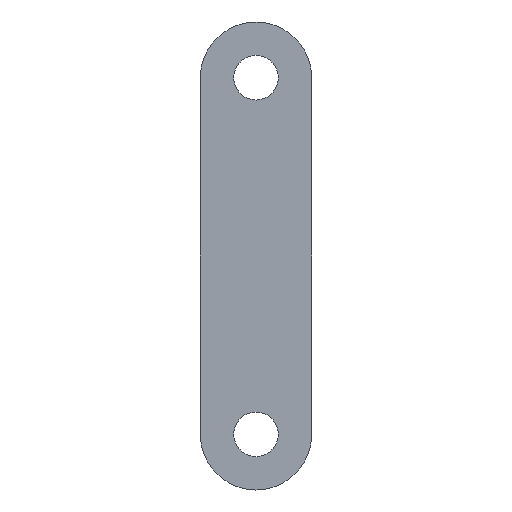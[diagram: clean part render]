
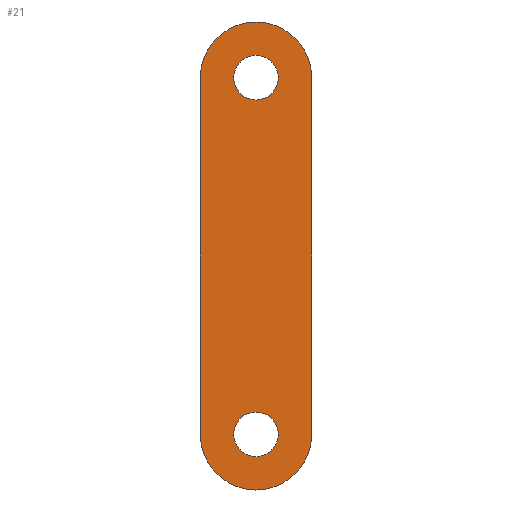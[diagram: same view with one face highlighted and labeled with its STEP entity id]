
A CAD part, front view. The second image highlights one B-rep face of the part: STEP entity #21.
In plain terms, the highlighted planar face has unit normal (0, -1, 0).
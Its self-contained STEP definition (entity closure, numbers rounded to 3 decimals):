
#1 = DIRECTION ( 'NONE',  ( 0., 0., 1. ) ) ;
#3 = CIRCLE ( 'NONE', #297, 10. ) ;
#4 = VERTEX_POINT ( 'NONE', #89 ) ;
#6 = VECTOR ( 'NONE', #130, 1000. ) ;
#21 = ADVANCED_FACE ( 'NONE', ( #145, #113, #280 ), #411, .F. ) ;
#29 = DIRECTION ( 'NONE',  ( 0., 0., 1. ) ) ;
#30 = DIRECTION ( 'NONE',  ( 0., 0., 1. ) ) ;
#31 = EDGE_CURVE ( 'NONE', #107, #250, #118, .T. ) ;
#44 = VERTEX_POINT ( 'NONE', #187 ) ;
#49 = ORIENTED_EDGE ( 'NONE', *, *, #258, .T. ) ;
#50 = VECTOR ( 'NONE', #1, 1000. ) ;
#53 = VERTEX_POINT ( 'NONE', #292 ) ;
#68 = CARTESIAN_POINT ( 'NONE',  ( -25., 0., 0. ) ) ;
#77 = EDGE_LOOP ( 'NONE', ( #236, #49 ) ) ;
#79 = AXIS2_PLACEMENT_3D ( 'NONE', #296, #162, #100 ) ;
#82 = VERTEX_POINT ( 'NONE', #386 ) ;
#83 = CARTESIAN_POINT ( 'NONE',  ( 0., 0., 0. ) ) ;
#89 = CARTESIAN_POINT ( 'NONE',  ( 0., 0., -10. ) ) ;
#93 = DIRECTION ( 'NONE',  ( 0., 0., 1. ) ) ;
#96 = DIRECTION ( 'NONE',  ( 0., 1., 0. ) ) ;
#100 = DIRECTION ( 'NONE',  ( 0., 0., 1. ) ) ;
#101 = AXIS2_PLACEMENT_3D ( 'NONE', #399, #167, #233 ) ;
#104 = ORIENTED_EDGE ( 'NONE', *, *, #314, .T. ) ;
#106 = VERTEX_POINT ( 'NONE', #182 ) ;
#107 = VERTEX_POINT ( 'NONE', #176 ) ;
#108 = CARTESIAN_POINT ( 'NONE',  ( 0., 0., 10. ) ) ;
#110 = AXIS2_PLACEMENT_3D ( 'NONE', #117, #189, #29 ) ;
#111 = EDGE_LOOP ( 'NONE', ( #199, #104 ) ) ;
#113 = FACE_BOUND ( 'NONE', #77, .T. ) ;
#115 = EDGE_CURVE ( 'NONE', #342, #53, #332, .T. ) ;
#117 = CARTESIAN_POINT ( 'NONE',  ( 0., 0., 0. ) ) ;
#118 = CIRCLE ( 'NONE', #140, 25. ) ;
#130 = DIRECTION ( 'NONE',  ( 0., 0., -1. ) ) ;
#140 = AXIS2_PLACEMENT_3D ( 'NONE', #192, #323, #93 ) ;
#145 = FACE_OUTER_BOUND ( 'NONE', #276, .T. ) ;
#147 = ORIENTED_EDGE ( 'NONE', *, *, #273, .F. ) ;
#154 = CARTESIAN_POINT ( 'NONE',  ( 0., 0., 160. ) ) ;
#162 = DIRECTION ( 'NONE',  ( 0., 1., 0. ) ) ;
#167 = DIRECTION ( 'NONE',  ( 0., 1., 0. ) ) ;
#171 = ORIENTED_EDGE ( 'NONE', *, *, #115, .F. ) ;
#176 = CARTESIAN_POINT ( 'NONE',  ( -25., 0., 160. ) ) ;
#182 = CARTESIAN_POINT ( 'NONE',  ( 0., 0., 150. ) ) ;
#187 = CARTESIAN_POINT ( 'NONE',  ( 25., 0., 0. ) ) ;
#188 = CARTESIAN_POINT ( 'NONE',  ( 0., 0., 160. ) ) ;
#189 = DIRECTION ( 'NONE',  ( 0., 1., 0. ) ) ;
#192 = CARTESIAN_POINT ( 'NONE',  ( 0., 0., 160. ) ) ;
#199 = ORIENTED_EDGE ( 'NONE', *, *, #330, .T. ) ;
#213 = ORIENTED_EDGE ( 'NONE', *, *, #31, .F. ) ;
#215 = ORIENTED_EDGE ( 'NONE', *, *, #244, .F. ) ;
#222 = CARTESIAN_POINT ( 'NONE',  ( 0., 0., -25. ) ) ;
#229 = CIRCLE ( 'NONE', #101, 10. ) ;
#230 = CIRCLE ( 'NONE', #366, 25. ) ;
#231 = CARTESIAN_POINT ( 'NONE',  ( 0., 0., 0. ) ) ;
#232 = DIRECTION ( 'NONE',  ( 0., 0., 1. ) ) ;
#233 = DIRECTION ( 'NONE',  ( 0., 0., 1. ) ) ;
#235 = AXIS2_PLACEMENT_3D ( 'NONE', #83, #412, #248 ) ;
#236 = ORIENTED_EDGE ( 'NONE', *, *, #392, .T. ) ;
#244 = EDGE_CURVE ( 'NONE', #53, #107, #295, .T. ) ;
#248 = DIRECTION ( 'NONE',  ( 0., 0., 1. ) ) ;
#250 = VERTEX_POINT ( 'NONE', #266 ) ;
#254 = EDGE_CURVE ( 'NONE', #250, #44, #424, .T. ) ;
#258 = EDGE_CURVE ( 'NONE', #381, #4, #372, .T. ) ;
#266 = CARTESIAN_POINT ( 'NONE',  ( 25., 0., 160. ) ) ;
#268 = AXIS2_PLACEMENT_3D ( 'NONE', #154, #96, #232 ) ;
#273 = EDGE_CURVE ( 'NONE', #44, #342, #230, .T. ) ;
#276 = EDGE_LOOP ( 'NONE', ( #147, #400, #213, #215, #171 ) ) ;
#280 = FACE_BOUND ( 'NONE', #111, .T. ) ;
#289 = DIRECTION ( 'NONE',  ( 0., 1., 0. ) ) ;
#292 = CARTESIAN_POINT ( 'NONE',  ( -25., 0., 0. ) ) ;
#295 = LINE ( 'NONE', #68, #50 ) ;
#296 = CARTESIAN_POINT ( 'NONE',  ( 0., 0., 0. ) ) ;
#297 = AXIS2_PLACEMENT_3D ( 'NONE', #188, #289, #418 ) ;
#303 = CIRCLE ( 'NONE', #268, 10. ) ;
#314 = EDGE_CURVE ( 'NONE', #82, #106, #303, .T. ) ;
#323 = DIRECTION ( 'NONE',  ( 0., 1., 0. ) ) ;
#324 = DIRECTION ( 'NONE',  ( 0., 1., 0. ) ) ;
#330 = EDGE_CURVE ( 'NONE', #106, #82, #3, .T. ) ;
#332 = CIRCLE ( 'NONE', #235, 25. ) ;
#342 = VERTEX_POINT ( 'NONE', #222 ) ;
#366 = AXIS2_PLACEMENT_3D ( 'NONE', #231, #324, #30 ) ;
#372 = CIRCLE ( 'NONE', #79, 10. ) ;
#381 = VERTEX_POINT ( 'NONE', #108 ) ;
#386 = CARTESIAN_POINT ( 'NONE',  ( 0., 0., 170. ) ) ;
#392 = EDGE_CURVE ( 'NONE', #4, #381, #229, .T. ) ;
#394 = CARTESIAN_POINT ( 'NONE',  ( 25., 0., 0. ) ) ;
#399 = CARTESIAN_POINT ( 'NONE',  ( 0., 0., 0. ) ) ;
#400 = ORIENTED_EDGE ( 'NONE', *, *, #254, .F. ) ;
#411 = PLANE ( 'NONE',  #110 ) ;
#412 = DIRECTION ( 'NONE',  ( 0., 1., 0. ) ) ;
#418 = DIRECTION ( 'NONE',  ( 0., 0., 1. ) ) ;
#424 = LINE ( 'NONE', #394, #6 ) ;
